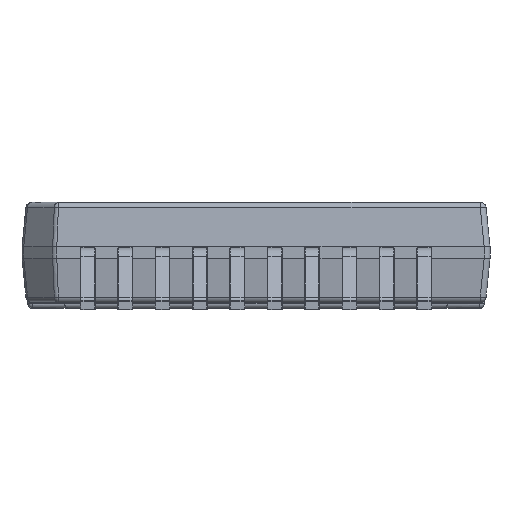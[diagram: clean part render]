
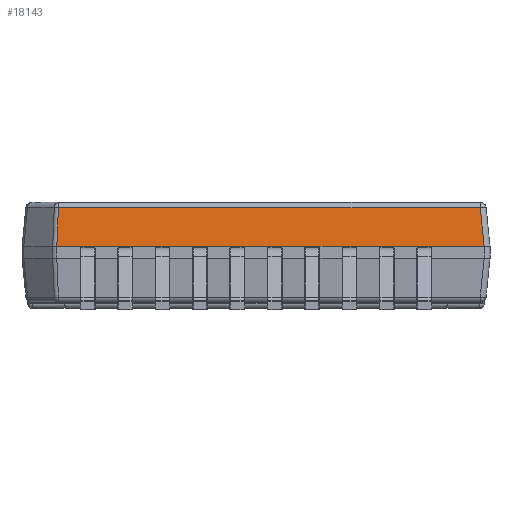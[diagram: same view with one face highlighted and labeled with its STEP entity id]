
A CAD part, left-side view. The second image highlights one B-rep face of the part: STEP entity #18143.
In plain terms, the highlighted planar face has unit normal (-0.995, 0, 0.1).
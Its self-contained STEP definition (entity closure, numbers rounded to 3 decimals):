
#340 = ORIENTED_EDGE ( 'NONE', *, *, #35871, .T. ) ;
#706 = ORIENTED_EDGE ( 'NONE', *, *, #35315, .F. ) ;
#907 = CARTESIAN_POINT ( 'NONE',  ( -5.5, -7.751, 1.9 ) ) ;
#1192 = VERTEX_POINT ( 'NONE', #907 ) ;
#2021 = CARTESIAN_POINT ( 'NONE',  ( -5.368, 6.713, 3.22 ) ) ;
#2563 = EDGE_CURVE ( 'NONE', #21998, #17897, #40241, .T. ) ;
#3705 = DIRECTION ( 'NONE',  ( 0., 1., 0. ) ) ;
#8027 = DIRECTION ( 'NONE',  ( 0., 1., 0. ) ) ;
#11143 = DIRECTION ( 'NONE',  ( -0.099, 0.041, -0.994 ) ) ;
#12176 = EDGE_LOOP ( 'NONE', ( #20269, #340, #61242, #28018, #15968, #706 ) ) ;
#12922 = VERTEX_POINT ( 'NONE', #38008 ) ;
#13275 = CARTESIAN_POINT ( 'NONE',  ( -5.5, 6.767, 1.9 ) ) ;
#13689 = LINE ( 'NONE', #14327, #57988 ) ;
#14327 = CARTESIAN_POINT ( 'NONE',  ( -5.275, -7.526, 4.145 ) ) ;
#15968 = ORIENTED_EDGE ( 'NONE', *, *, #39336, .T. ) ;
#17897 = VERTEX_POINT ( 'NONE', #2021 ) ;
#18143 = ADVANCED_FACE ( 'NONE', ( #59152 ), #25132, .T. ) ;
#19012 = CARTESIAN_POINT ( 'NONE',  ( -5.5, 6.85, 1.9 ) ) ;
#20269 = ORIENTED_EDGE ( 'NONE', *, *, #49771, .F. ) ;
#20433 = CARTESIAN_POINT ( 'NONE',  ( -5.5, -7.75, 1.9 ) ) ;
#20572 =( BOUNDED_CURVE ( )  B_SPLINE_CURVE ( 3, ( #20433, #30030, #29381, #34784 ),
 .UNSPECIFIED., .F., .F. ) 
 B_SPLINE_CURVE_WITH_KNOTS ( ( 4, 4 ),
 ( 0., 0.005 ),
 .UNSPECIFIED. ) 
 CURVE ( )  GEOMETRIC_REPRESENTATION_ITEM ( )  RATIONAL_B_SPLINE_CURVE ( ( 1., 1., 1., 1. ) ) 
 REPRESENTATION_ITEM ( '' )  );
#20925 = VERTEX_POINT ( 'NONE', #42895 ) ;
#21998 = VERTEX_POINT ( 'NONE', #45204 ) ;
#22426 = VECTOR ( 'NONE', #58099, 1000. ) ;
#22873 = DIRECTION ( 'NONE',  ( 0.099, 0.099, 0.99 ) ) ;
#23046 = AXIS2_PLACEMENT_3D ( 'NONE', #56791, #37402, #3705 ) ;
#25132 = PLANE ( 'NONE',  #23046 ) ;
#26282 = CARTESIAN_POINT ( 'NONE',  ( -5.368, 0., 3.22 ) ) ;
#28018 = ORIENTED_EDGE ( 'NONE', *, *, #2563, .T. ) ;
#29381 = CARTESIAN_POINT ( 'NONE',  ( -5.5, -7.751, 1.9 ) ) ;
#30030 = CARTESIAN_POINT ( 'NONE',  ( -5.5, -7.75, 1.9 ) ) ;
#31675 = VERTEX_POINT ( 'NONE', #13275 ) ;
#31832 = VECTOR ( 'NONE', #55814, 1000. ) ;
#34784 = CARTESIAN_POINT ( 'NONE',  ( -5.5, -7.751, 1.9 ) ) ;
#35102 = VECTOR ( 'NONE', #8027, 1000. ) ;
#35315 = EDGE_CURVE ( 'NONE', #31675, #20925, #57172, .T. ) ;
#35321 = LINE ( 'NONE', #59770, #56849 ) ;
#35871 = EDGE_CURVE ( 'NONE', #12922, #1192, #20572, .T. ) ;
#36945 = LINE ( 'NONE', #56323, #35102 ) ;
#37402 = DIRECTION ( 'NONE',  ( -0.995, 0., 0.1 ) ) ;
#38008 = CARTESIAN_POINT ( 'NONE',  ( -5.5, -7.75, 1.9 ) ) ;
#39336 = EDGE_CURVE ( 'NONE', #17897, #20925, #35321, .T. ) ;
#40241 = LINE ( 'NONE', #26282, #31832 ) ;
#42895 = CARTESIAN_POINT ( 'NONE',  ( -5.5, 6.768, 1.9 ) ) ;
#45204 = CARTESIAN_POINT ( 'NONE',  ( -5.368, -7.619, 3.22 ) ) ;
#49771 = EDGE_CURVE ( 'NONE', #12922, #31675, #36945, .T. ) ;
#55814 = DIRECTION ( 'NONE',  ( 0., 1., 0. ) ) ;
#55821 = EDGE_CURVE ( 'NONE', #1192, #21998, #13689, .T. ) ;
#56323 = CARTESIAN_POINT ( 'NONE',  ( -5.5, 6.85, 1.9 ) ) ;
#56791 = CARTESIAN_POINT ( 'NONE',  ( -5.35, 0., 3.4 ) ) ;
#56849 = VECTOR ( 'NONE', #11143, 1000. ) ;
#57172 = LINE ( 'NONE', #19012, #22426 ) ;
#57988 = VECTOR ( 'NONE', #22873, 1000. ) ;
#58099 = DIRECTION ( 'NONE',  ( 0., 1., 0. ) ) ;
#59152 = FACE_OUTER_BOUND ( 'NONE', #12176, .T. ) ;
#59770 = CARTESIAN_POINT ( 'NONE',  ( -5.323, 6.694, 3.675 ) ) ;
#61242 = ORIENTED_EDGE ( 'NONE', *, *, #55821, .T. ) ;
